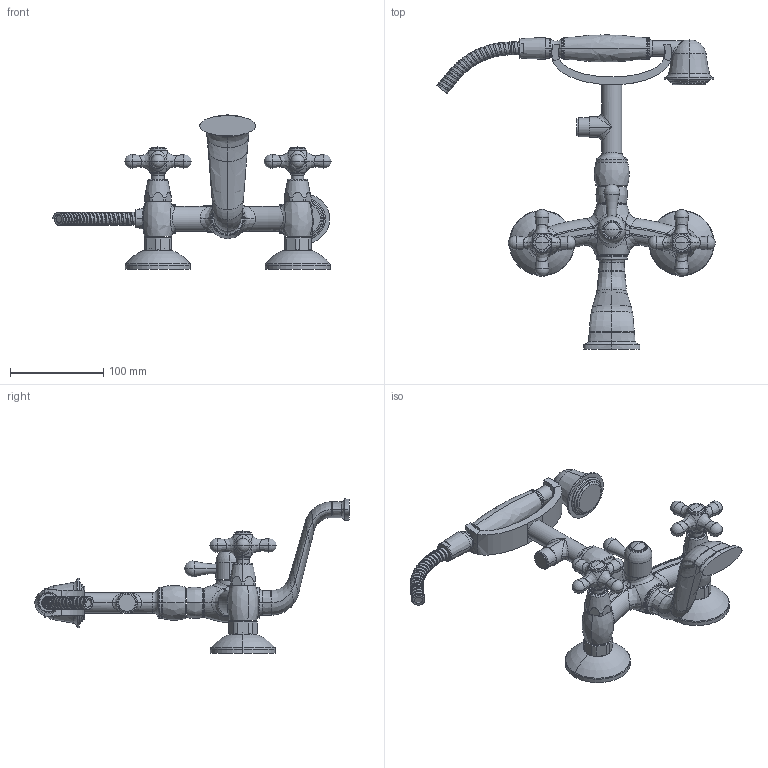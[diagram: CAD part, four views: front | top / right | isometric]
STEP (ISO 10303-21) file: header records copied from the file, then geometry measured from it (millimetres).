
FILE_DESCRIPTION((''),'2;1');
FILE_NAME('IRV026CR','2021-11-10T17:03:17',('ut3'),('PAFFONI SpA'),'CREO PARAMETRIC BY PTC INC, 2020044','CREO PARAMETRIC BY PTC INC, 2020044','');
FILE_SCHEMA(('CONFIG_CONTROL_DESIGN','SHAPE_APPEARANCE_LAYERS_GROUPS'));
Products named in the file (1): IRV026CR
Bounding box: 298.8 x 337.51 x 165.62 mm (x, y, z)
Volume: 616988.6 mm3; surface area: 177703.4 mm2
Topology: 6 solids, 6 shells, 922 faces, 2078 edges, 1203 vertices
Faces by surface type: plane 252, bspline 249, cylinder 154, cone 136, torus 100, sphere 28, extrusion 3
Entity records: 61326 total; most frequent: CARTESIAN_POINT 35753, ORIENTED_EDGE 4094, DIRECTION 3636, EDGE_CURVE 2047, AXIS2_PLACEMENT_3D 1520, VERTEX_POINT 1201, EDGE_LOOP 982, FILL_AREA_STYLE_COLOUR 965
